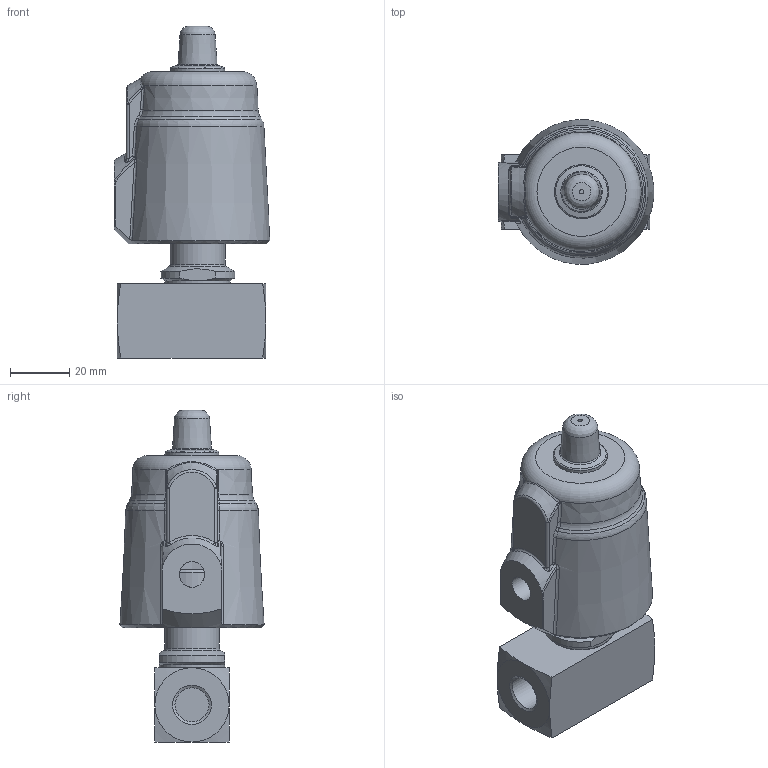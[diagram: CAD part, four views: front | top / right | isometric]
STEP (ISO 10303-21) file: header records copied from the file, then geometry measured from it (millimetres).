
FILE_DESCRIPTION(/* description */ ('3D-Modell'),/* implementation_level */ '2;1');
FILE_NAME(/* name */ '063.004840_A6346-1001-7304.stp',/* time_stamp */ '2017-11-15T07:35:11+01:00',/* author */ ('CBeuthner'),/* organization */ (''),/* preprocessor_version */ 'ST-DEVELOPER v16.1',/* originating_system */ 'Autodesk Inventor 2016',/* authorisation */ '');
FILE_SCHEMA (('CONFIG_CONTROL_DESIGN'));
Length unit declared in the file: millimetre
Products named in the file (1): 88-002686
Bounding box: 52.25 x 48.52 x 111.68 mm (x, y, z)
Volume: 74758.2 mm3; surface area: 34361.2 mm2
Topology: 1 solids, 1 shells, 247 faces, 583 edges, 351 vertices
Faces by surface type: bspline 92, plane 48, cylinder 46, cone 40, torus 15, sphere 6
Full cylindrical faces by diameter (mm): 1.5 x1, 8.566 x1, 10 x1, 11.445 x2, 11.6 x2, 14 x2, 16 x2, 18.2 x1, 18.5 x1, 18.917 x1, 20 x1, 20.5 x1, 22 x1, 25 x1, 32 x1, 40 x1, 41 x1, 41.6 x1, 41.7 x3, 44.5 x1, 45 x1
Entity records: 11442 total; most frequent: CARTESIAN_POINT 6488, ORIENTED_EDGE 1002, DIRECTION 773, EDGE_CURVE 501, AXIS2_PLACEMENT_3D 359, VERTEX_POINT 334, EDGE_LOOP 331, STYLED_ITEM 248
